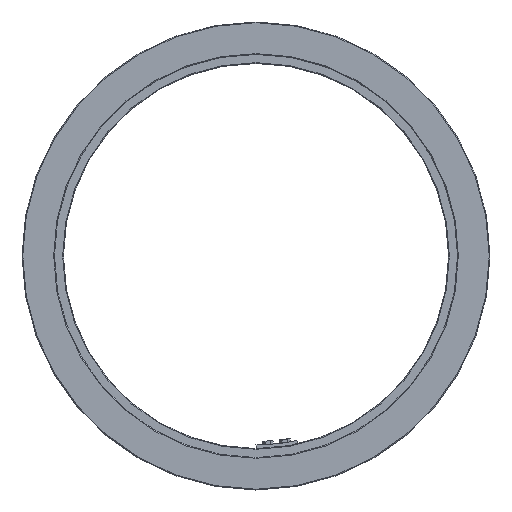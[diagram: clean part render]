
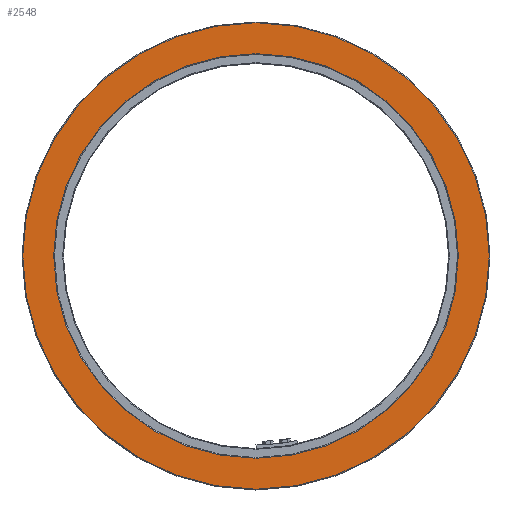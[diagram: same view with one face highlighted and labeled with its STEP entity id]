
A CAD part, top view. The second image highlights one B-rep face of the part: STEP entity #2548.
In plain terms, the highlighted planar face has unit normal (0, 0, 1).
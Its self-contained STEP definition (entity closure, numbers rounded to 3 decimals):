
#154 = CARTESIAN_POINT ( 'NONE',  ( -324., 0., 32.5 ) ) ;
#213 = PLANE ( 'NONE',  #1641 ) ;
#243 = DIRECTION ( 'NONE',  ( -1., 0., 0. ) ) ;
#1240 = ORIENTED_EDGE ( 'NONE', *, *, #1784, .T. ) ;
#1641 = AXIS2_PLACEMENT_3D ( 'NONE', #2531, #2192, #243 ) ;
#1680 = VERTEX_POINT ( 'NONE', #154 ) ;
#1784 = EDGE_CURVE ( 'NONE', #1680, #1680, #3950, .T. ) ;
#1882 = DIRECTION ( 'NONE',  ( -1., 0., 0. ) ) ;
#1925 = DIRECTION ( 'NONE',  ( -1., 0., 0. ) ) ;
#1938 = CIRCLE ( 'NONE', #2857, 281. ) ;
#2192 = DIRECTION ( 'NONE',  ( 0., 0., -1. ) ) ;
#2246 = DIRECTION ( 'NONE',  ( 0., 0., -1. ) ) ;
#2531 = CARTESIAN_POINT ( 'NONE',  ( -280., 0., 32.5 ) ) ;
#2548 = ADVANCED_FACE ( 'NONE', ( #3091, #3315 ), #213, .F. ) ;
#2591 = ORIENTED_EDGE ( 'NONE', *, *, #3541, .T. ) ;
#2747 = EDGE_LOOP ( 'NONE', ( #1240 ) ) ;
#2857 = AXIS2_PLACEMENT_3D ( 'NONE', #3879, #2246, #1882 ) ;
#2912 = DIRECTION ( 'NONE',  ( 0., 0., 1. ) ) ;
#2925 = AXIS2_PLACEMENT_3D ( 'NONE', #3575, #2912, #1925 ) ;
#3091 = FACE_BOUND ( 'NONE', #3110, .T. ) ;
#3110 = EDGE_LOOP ( 'NONE', ( #2591 ) ) ;
#3315 = FACE_OUTER_BOUND ( 'NONE', #2747, .T. ) ;
#3383 = CARTESIAN_POINT ( 'NONE',  ( -281., 0., 32.5 ) ) ;
#3541 = EDGE_CURVE ( 'NONE', #3926, #3926, #1938, .T. ) ;
#3575 = CARTESIAN_POINT ( 'NONE',  ( 0., 0., 32.5 ) ) ;
#3879 = CARTESIAN_POINT ( 'NONE',  ( 0., 0., 32.5 ) ) ;
#3926 = VERTEX_POINT ( 'NONE', #3383 ) ;
#3950 = CIRCLE ( 'NONE', #2925, 324. ) ;
